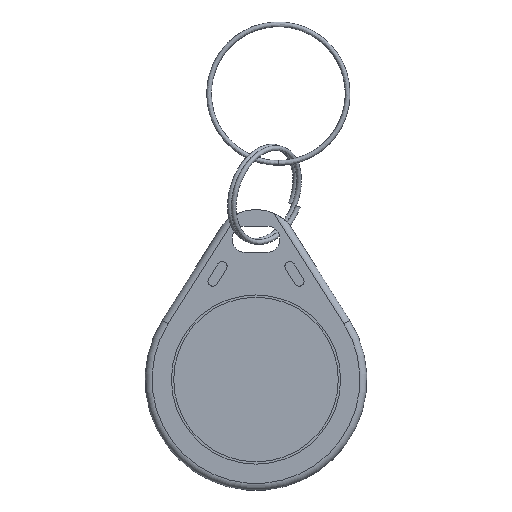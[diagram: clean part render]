
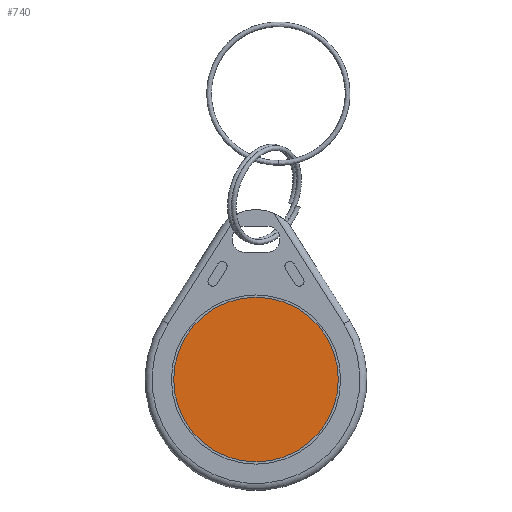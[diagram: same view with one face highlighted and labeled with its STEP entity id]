
A CAD part, front view. The second image highlights one B-rep face of the part: STEP entity #740.
In plain terms, the highlighted planar face has unit normal (0, -1, 0).
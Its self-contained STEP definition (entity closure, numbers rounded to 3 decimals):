
#190=PLANE('',#851);
#236=FACE_OUTER_BOUND('',#290,.T.);
#290=EDGE_LOOP('',(#692));
#330=CIRCLE('',#839,11.91);
#392=VERTEX_POINT('',#2007);
#484=EDGE_CURVE('',#392,#392,#330,.T.);
#692=ORIENTED_EDGE('',*,*,#484,.T.);
#740=ADVANCED_FACE('',(#236),#190,.F.);
#839=AXIS2_PLACEMENT_3D('',#2008,#1044,#1045);
#851=AXIS2_PLACEMENT_3D('',#2034,#1076,#1077);
#1044=DIRECTION('center_axis',(0.,-1.,0.));
#1045=DIRECTION('ref_axis',(1.,0.,0.));
#1076=DIRECTION('center_axis',(0.,1.,0.));
#1077=DIRECTION('ref_axis',(1.,0.,0.));
#2007=CARTESIAN_POINT('',(-11.91,0.,0.));
#2008=CARTESIAN_POINT('Origin',(0.,0.,0.));
#2034=CARTESIAN_POINT('Origin',(0.,0.,4.275));
